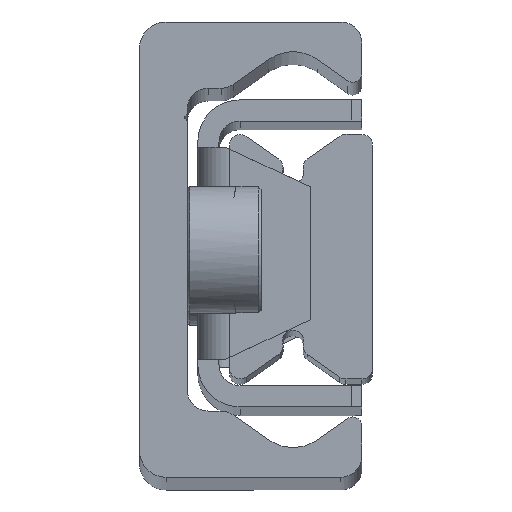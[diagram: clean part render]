
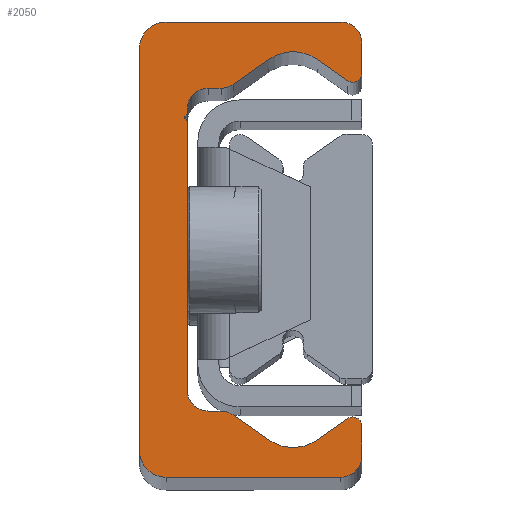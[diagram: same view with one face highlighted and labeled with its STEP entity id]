
A CAD part, top view. The second image highlights one B-rep face of the part: STEP entity #2050.
In plain terms, the highlighted planar face has unit normal (0, 0, 1).
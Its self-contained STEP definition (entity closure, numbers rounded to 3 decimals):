
#1020=CARTESIAN_POINT('',(2.499,-21.5,690.0));
#1021=VERTEX_POINT('',#1020);
#1022=CARTESIAN_POINT('',(-0.001,-19.0,690.0));
#1023=VERTEX_POINT('',#1022);
#1024=CARTESIAN_POINT('',(2.499,-19.0,690.0));
#1025=DIRECTION('',(0.0,0.0,-1.0));
#1026=DIRECTION('',(-1.0,0.0,0.0));
#1027=AXIS2_PLACEMENT_3D('',#1024,#1025,#1026);
#1028=CIRCLE('',#1027,2.5);
#1029=EDGE_CURVE('',#1021,#1023,#1028,.T.);
#1062=CARTESIAN_POINT('',(-0.001,19.0,690.0));
#1063=VERTEX_POINT('',#1062);
#1064=CARTESIAN_POINT('',(-0.001,-19.0,690.0));
#1065=DIRECTION('',(0.0,1.0,0.0));
#1066=VECTOR('',#1065,38.0);
#1067=LINE('',#1064,#1066);
#1068=EDGE_CURVE('',#1023,#1063,#1067,.T.);
#1126=CARTESIAN_POINT('',(2.499,21.5,690.0));
#1127=VERTEX_POINT('',#1126);
#1128=CARTESIAN_POINT('',(2.499,19.0,690.0));
#1129=DIRECTION('',(0.0,0.0,-1.0));
#1130=DIRECTION('',(0.0,1.0,0.0));
#1131=AXIS2_PLACEMENT_3D('',#1128,#1129,#1130);
#1132=CIRCLE('',#1131,2.5);
#1133=EDGE_CURVE('',#1063,#1127,#1132,.T.);
#1159=CARTESIAN_POINT('',(18.999,21.5,690.0));
#1160=VERTEX_POINT('',#1159);
#1161=CARTESIAN_POINT('',(2.499,21.5,690.0));
#1162=DIRECTION('',(1.0,0.0,0.0));
#1163=VECTOR('',#1162,16.5);
#1164=LINE('',#1161,#1163);
#1165=EDGE_CURVE('',#1127,#1160,#1164,.T.);
#1190=CARTESIAN_POINT('',(20.999,19.5,690.0));
#1191=VERTEX_POINT('',#1190);
#1192=CARTESIAN_POINT('',(18.999,19.5,690.0));
#1193=DIRECTION('',(0.0,0.0,-1.0));
#1194=DIRECTION('',(1.0,0.0,0.0));
#1195=AXIS2_PLACEMENT_3D('',#1192,#1193,#1194);
#1196=CIRCLE('',#1195,2.);
#1197=EDGE_CURVE('',#1160,#1191,#1196,.T.);
#1223=CARTESIAN_POINT('',(20.999,16.65,690.0));
#1224=VERTEX_POINT('',#1223);
#1225=CARTESIAN_POINT('',(20.999,19.5,690.0));
#1226=DIRECTION('',(0.0,-1.0,0.0));
#1227=VECTOR('',#1226,2.85);
#1228=LINE('',#1225,#1227);
#1229=EDGE_CURVE('',#1191,#1224,#1228,.T.);
#1254=CARTESIAN_POINT('',(19.662,15.953,690.0));
#1255=VERTEX_POINT('',#1254);
#1256=CARTESIAN_POINT('',(20.149,16.65,690.0));
#1257=DIRECTION('',(0.0,0.0,-1.));
#1258=DIRECTION('',(-0.574,-0.819,0.0));
#1259=AXIS2_PLACEMENT_3D('',#1256,#1257,#1258);
#1260=CIRCLE('',#1259,0.85);
#1261=EDGE_CURVE('',#1224,#1255,#1260,.T.);
#1287=CARTESIAN_POINT('',(16.794,17.962,690.0));
#1288=VERTEX_POINT('',#1287);
#1289=CARTESIAN_POINT('',(19.662,15.953,690.0));
#1290=DIRECTION('',(-0.819,0.574,0.0));
#1291=VECTOR('',#1290,3.501);
#1292=LINE('',#1289,#1291);
#1293=EDGE_CURVE('',#1255,#1288,#1292,.T.);
#1318=CARTESIAN_POINT('',(12.205,17.962,690.0));
#1319=VERTEX_POINT('',#1318);
#1320=CARTESIAN_POINT('',(14.499,14.685,690.0));
#1321=DIRECTION('',(0.0,0.0,1.0));
#1322=DIRECTION('',(-0.574,-0.819,0.0));
#1323=AXIS2_PLACEMENT_3D('',#1320,#1321,#1322);
#1324=CIRCLE('',#1323,4.0);
#1325=EDGE_CURVE('',#1288,#1319,#1324,.T.);
#1351=CARTESIAN_POINT('',(8.849,15.612,690.0));
#1352=VERTEX_POINT('',#1351);
#1353=CARTESIAN_POINT('',(12.205,17.962,690.0));
#1354=DIRECTION('',(-0.819,-0.574,0.0));
#1355=VECTOR('',#1354,4.097);
#1356=LINE('',#1353,#1355);
#1357=EDGE_CURVE('',#1319,#1352,#1356,.T.);
#1382=CARTESIAN_POINT('',(7.702,15.25,690.0));
#1383=VERTEX_POINT('',#1382);
#1384=CARTESIAN_POINT('',(7.702,17.25,690.0));
#1385=DIRECTION('',(0.0,0.0,-1.0));
#1386=DIRECTION('',(0.0,-1.0,0.0));
#1387=AXIS2_PLACEMENT_3D('',#1384,#1385,#1386);
#1388=CIRCLE('',#1387,2.0);
#1389=EDGE_CURVE('',#1352,#1383,#1388,.T.);
#1415=CARTESIAN_POINT('',(6.499,15.25,690.0));
#1416=VERTEX_POINT('',#1415);
#1417=CARTESIAN_POINT('',(7.702,15.25,690.0));
#1418=DIRECTION('',(-1.0,0.0,0.0));
#1419=VECTOR('',#1418,1.203);
#1420=LINE('',#1417,#1419);
#1421=EDGE_CURVE('',#1383,#1416,#1420,.T.);
#1446=CARTESIAN_POINT('',(4.499,13.25,690.0));
#1447=VERTEX_POINT('',#1446);
#1448=CARTESIAN_POINT('',(6.499,13.25,690.0));
#1449=DIRECTION('',(0.0,0.0,1.0));
#1450=DIRECTION('',(0.0,-1.0,0.0));
#1451=AXIS2_PLACEMENT_3D('',#1448,#1449,#1450);
#1452=CIRCLE('',#1451,2.0);
#1453=EDGE_CURVE('',#1416,#1447,#1452,.T.);
#1479=CARTESIAN_POINT('',(4.499,12.861,690.0));
#1480=VERTEX_POINT('',#1479);
#1481=CARTESIAN_POINT('',(4.499,13.25,690.0));
#1482=DIRECTION('',(0.0,-1.0,0.0));
#1483=VECTOR('',#1482,0.389);
#1484=LINE('',#1481,#1483);
#1485=EDGE_CURVE('',#1447,#1480,#1484,.T.);
#1510=CARTESIAN_POINT('',(4.411,12.734,690.0));
#1511=VERTEX_POINT('',#1510);
#1512=CARTESIAN_POINT('',(4.363,12.861,690.0));
#1513=DIRECTION('',(0.0,0.0,-1.0));
#1514=DIRECTION('',(0.353,-0.936,0.0));
#1515=AXIS2_PLACEMENT_3D('',#1512,#1513,#1514);
#1516=CIRCLE('',#1515,0.136);
#1517=EDGE_CURVE('',#1480,#1511,#1516,.T.);
#1543=CARTESIAN_POINT('',(4.422,12.262,690.0));
#1544=VERTEX_POINT('',#1543);
#1545=CARTESIAN_POINT('',(4.499,12.5,690.0));
#1546=DIRECTION('',(0.0,0.0,1.0));
#1547=DIRECTION('',(0.353,-0.936,0.0));
#1548=AXIS2_PLACEMENT_3D('',#1545,#1546,#1547);
#1549=CIRCLE('',#1548,0.25);
#1550=EDGE_CURVE('',#1511,#1544,#1549,.T.);
#1576=CARTESIAN_POINT('',(4.499,12.156,690.0));
#1577=VERTEX_POINT('',#1576);
#1578=CARTESIAN_POINT('',(4.387,12.156,690.0));
#1579=DIRECTION('',(0.0,0.0,-1.0));
#1580=DIRECTION('',(1.0,0.0,0.0));
#1581=AXIS2_PLACEMENT_3D('',#1578,#1579,#1580);
#1582=CIRCLE('',#1581,0.112);
#1583=EDGE_CURVE('',#1544,#1577,#1582,.T.);
#1609=CARTESIAN_POINT('',(4.499,-13.25,690.0));
#1610=VERTEX_POINT('',#1609);
#1611=CARTESIAN_POINT('',(4.499,12.156,690.0));
#1612=DIRECTION('',(0.0,-1.0,0.0));
#1613=VECTOR('',#1612,25.406);
#1614=LINE('',#1611,#1613);
#1615=EDGE_CURVE('',#1577,#1610,#1614,.T.);
#1673=CARTESIAN_POINT('',(6.499,-15.25,690.0));
#1674=VERTEX_POINT('',#1673);
#1675=CARTESIAN_POINT('',(6.499,-13.25,690.0));
#1676=DIRECTION('',(0.0,0.0,1.0));
#1677=DIRECTION('',(1.0,0.0,0.0));
#1678=AXIS2_PLACEMENT_3D('',#1675,#1676,#1677);
#1679=CIRCLE('',#1678,2.0);
#1680=EDGE_CURVE('',#1610,#1674,#1679,.T.);
#1706=CARTESIAN_POINT('',(7.702,-15.25,690.0));
#1707=VERTEX_POINT('',#1706);
#1708=CARTESIAN_POINT('',(6.499,-15.25,690.0));
#1709=DIRECTION('',(1.0,0.0,0.0));
#1710=VECTOR('',#1709,1.203);
#1711=LINE('',#1708,#1710);
#1712=EDGE_CURVE('',#1674,#1707,#1711,.T.);
#1737=CARTESIAN_POINT('',(8.849,-15.612,690.0));
#1738=VERTEX_POINT('',#1737);
#1739=CARTESIAN_POINT('',(7.702,-17.25,690.0));
#1740=DIRECTION('',(0.0,0.0,-1.));
#1741=DIRECTION('',(0.574,0.819,0.0));
#1742=AXIS2_PLACEMENT_3D('',#1739,#1740,#1741);
#1743=CIRCLE('',#1742,2.0);
#1744=EDGE_CURVE('',#1707,#1738,#1743,.T.);
#1770=CARTESIAN_POINT('',(12.205,-17.962,690.0));
#1771=VERTEX_POINT('',#1770);
#1772=CARTESIAN_POINT('',(8.849,-15.612,690.0));
#1773=DIRECTION('',(0.819,-0.574,0.0));
#1774=VECTOR('',#1773,4.097);
#1775=LINE('',#1772,#1774);
#1776=EDGE_CURVE('',#1738,#1771,#1775,.T.);
#1801=CARTESIAN_POINT('',(16.794,-17.962,690.0));
#1802=VERTEX_POINT('',#1801);
#1803=CARTESIAN_POINT('',(14.499,-14.685,690.0));
#1804=DIRECTION('',(0.0,0.0,1.0));
#1805=DIRECTION('',(0.574,0.819,0.0));
#1806=AXIS2_PLACEMENT_3D('',#1803,#1804,#1805);
#1807=CIRCLE('',#1806,4.0);
#1808=EDGE_CURVE('',#1771,#1802,#1807,.T.);
#1834=CARTESIAN_POINT('',(19.662,-15.953,690.0));
#1835=VERTEX_POINT('',#1834);
#1836=CARTESIAN_POINT('',(16.794,-17.962,690.0));
#1837=DIRECTION('',(0.819,0.574,0.0));
#1838=VECTOR('',#1837,3.501);
#1839=LINE('',#1836,#1838);
#1840=EDGE_CURVE('',#1802,#1835,#1839,.T.);
#1865=CARTESIAN_POINT('',(20.999,-16.65,690.0));
#1866=VERTEX_POINT('',#1865);
#1867=CARTESIAN_POINT('',(20.149,-16.65,690.0));
#1868=DIRECTION('',(0.0,0.0,-1.0));
#1869=DIRECTION('',(1.0,0.0,0.0));
#1870=AXIS2_PLACEMENT_3D('',#1867,#1868,#1869);
#1871=CIRCLE('',#1870,0.85);
#1872=EDGE_CURVE('',#1835,#1866,#1871,.T.);
#1898=CARTESIAN_POINT('',(20.999,-19.5,690.0));
#1899=VERTEX_POINT('',#1898);
#1900=CARTESIAN_POINT('',(20.999,-16.65,690.0));
#1901=DIRECTION('',(0.0,-1.0,0.0));
#1902=VECTOR('',#1901,2.85);
#1903=LINE('',#1900,#1902);
#1904=EDGE_CURVE('',#1866,#1899,#1903,.T.);
#1929=CARTESIAN_POINT('',(18.999,-21.5,690.0));
#1930=VERTEX_POINT('',#1929);
#1931=CARTESIAN_POINT('',(18.999,-19.5,690.0));
#1932=DIRECTION('',(0.0,0.0,-1.0));
#1933=DIRECTION('',(0.0,-1.0,0.0));
#1934=AXIS2_PLACEMENT_3D('',#1931,#1932,#1933);
#1935=CIRCLE('',#1934,2.);
#1936=EDGE_CURVE('',#1899,#1930,#1935,.T.);
#1962=CARTESIAN_POINT('',(18.999,-21.5,690.0));
#1963=DIRECTION('',(-1.0,0.0,0.0));
#1964=VECTOR('',#1963,16.5);
#1965=LINE('',#1962,#1964);
#1966=EDGE_CURVE('',#1930,#1021,#1965,.T.);
#2015=CARTESIAN_POINT('',(7.822,0.017,690.0));
#2016=DIRECTION('',(0.0,0.0,1.0));
#2017=DIRECTION('',(1.0,0.0,0.0));
#2018=AXIS2_PLACEMENT_3D('',#2015,#2016,#2017);
#2019=PLANE('',#2018);
#2020=ORIENTED_EDGE('',*,*,#1029,.F.);
#2021=ORIENTED_EDGE('',*,*,#1966,.F.);
#2022=ORIENTED_EDGE('',*,*,#1936,.F.);
#2023=ORIENTED_EDGE('',*,*,#1904,.F.);
#2024=ORIENTED_EDGE('',*,*,#1872,.F.);
#2025=ORIENTED_EDGE('',*,*,#1840,.F.);
#2026=ORIENTED_EDGE('',*,*,#1808,.F.);
#2027=ORIENTED_EDGE('',*,*,#1776,.F.);
#2028=ORIENTED_EDGE('',*,*,#1744,.F.);
#2029=ORIENTED_EDGE('',*,*,#1712,.F.);
#2030=ORIENTED_EDGE('',*,*,#1680,.F.);
#2031=ORIENTED_EDGE('',*,*,#1615,.F.);
#2032=ORIENTED_EDGE('',*,*,#1583,.F.);
#2033=ORIENTED_EDGE('',*,*,#1550,.F.);
#2034=ORIENTED_EDGE('',*,*,#1517,.F.);
#2035=ORIENTED_EDGE('',*,*,#1485,.F.);
#2036=ORIENTED_EDGE('',*,*,#1453,.F.);
#2037=ORIENTED_EDGE('',*,*,#1421,.F.);
#2038=ORIENTED_EDGE('',*,*,#1389,.F.);
#2039=ORIENTED_EDGE('',*,*,#1357,.F.);
#2040=ORIENTED_EDGE('',*,*,#1325,.F.);
#2041=ORIENTED_EDGE('',*,*,#1293,.F.);
#2042=ORIENTED_EDGE('',*,*,#1261,.F.);
#2043=ORIENTED_EDGE('',*,*,#1229,.F.);
#2044=ORIENTED_EDGE('',*,*,#1197,.F.);
#2045=ORIENTED_EDGE('',*,*,#1165,.F.);
#2046=ORIENTED_EDGE('',*,*,#1133,.F.);
#2047=ORIENTED_EDGE('',*,*,#1068,.F.);
#2048=EDGE_LOOP('',(#2020,#2021,#2022,#2023,#2024,#2025,#2026,#2027,#2028,#2029,#2030,#2031,#2032,#2033,#2034,#2035,#2036,#2037,#2038,#2039,#2040,#2041,#2042,#2043,#2044,#2045,#2046,#2047));
#2049=FACE_OUTER_BOUND('',#2048,.T.);
#2050=ADVANCED_FACE('',(#2049),#2019,.T.);
